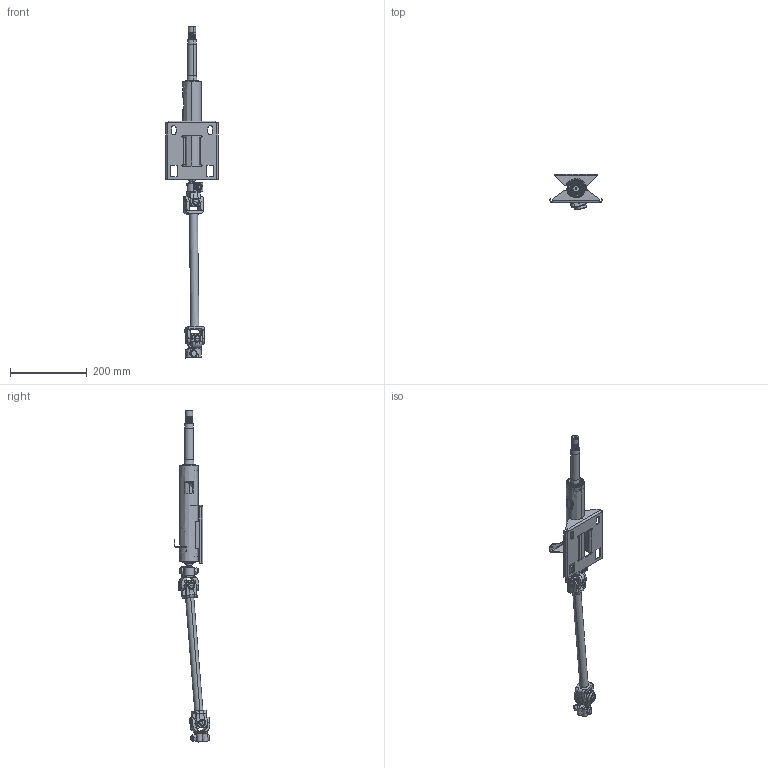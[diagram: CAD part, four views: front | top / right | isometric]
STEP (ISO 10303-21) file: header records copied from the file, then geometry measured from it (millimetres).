
FILE_DESCRIPTION(('FreeCAD Model'),'2;1');
FILE_NAME('Open CASCADE Shape Model','2025-05-04T12:03:08',('FreeCAD'),( 'FreeCAD'),'Open CASCADE STEP processor 7.6','FreeCAD','Unknown');
FILE_SCHEMA(('AUTOMOTIVE_DESIGN { 1 0 10303 214 1 1 1 1 }'));
Products named in the file (1): Open CASCADE STEP translator 7.6 1
Bounding box: 136.89 x 92.83 x 867.62 mm (x, y, z)
Volume: 604957.6 mm3; surface area: 309898.5 mm2
Topology: 66 solids, 66 shells, 1867 faces, 4481 edges, 2840 vertices
Faces by surface type: bspline 1867
Entity records: 61696 total; most frequent: CARTESIAN_POINT 36269, ORIENTED_EDGE 8818, EDGE_CURVE 4409, VERTEX_POINT 2840, B_SPLINE_CURVE_WITH_KNOTS 2416, FACE_BOUND 2105, EDGE_LOOP 2105, ADVANCED_FACE 1867
